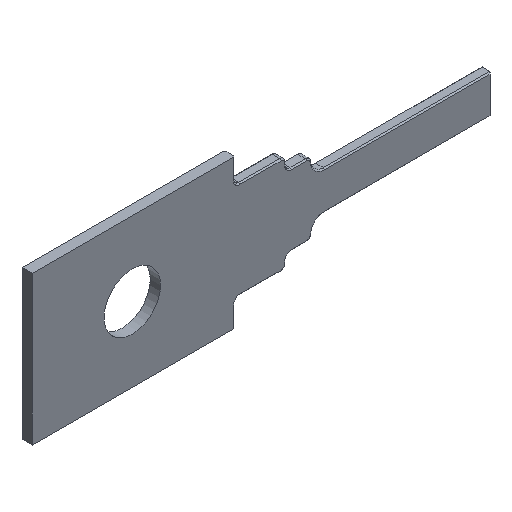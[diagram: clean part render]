
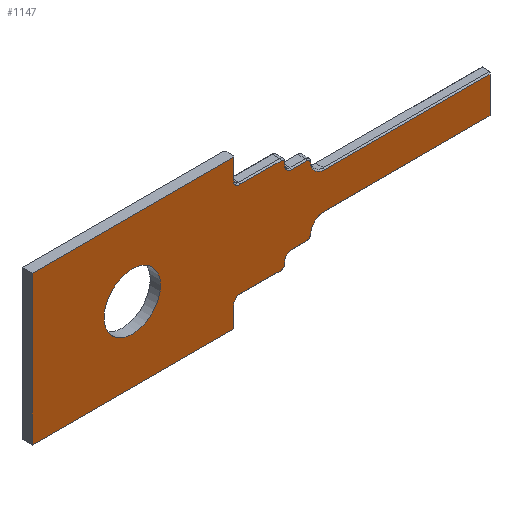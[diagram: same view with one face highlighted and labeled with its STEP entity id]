
A CAD part, isometric view. The second image highlights one B-rep face of the part: STEP entity #1147.
In plain terms, the highlighted planar face has unit normal (0, -1, 0).
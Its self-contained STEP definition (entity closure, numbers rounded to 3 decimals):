
#15=FACE_BOUND('',#224,.T.);
#29=CIRCLE('',#1169,0.55);
#31=CIRCLE('',#1172,0.15);
#33=CIRCLE('',#1176,0.25);
#35=CIRCLE('',#1180,0.15);
#37=CIRCLE('',#1184,0.25);
#39=CIRCLE('',#1190,0.25);
#41=CIRCLE('',#1194,0.15);
#43=CIRCLE('',#1198,0.25);
#45=CIRCLE('',#1202,0.15);
#47=CIRCLE('',#1205,0.55);
#68=CIRCLE('',#1271,1.1);
#154=FACE_OUTER_BOUND('',#223,.T.);
#223=EDGE_LOOP('',(#981,#982,#983,#984,#985,#986,#987,#988,#989,#990,#991,
#992,#993,#994,#995,#996,#997,#998,#999,#1000,#1001,#1002,#1003,#1004));
#224=EDGE_LOOP('',(#1005));
#232=LINE('',#1628,#351);
#237=LINE('',#1646,#356);
#241=LINE('',#1658,#360);
#245=LINE('',#1670,#364);
#249=LINE('',#1682,#368);
#252=LINE('',#1688,#371);
#257=LINE('',#1698,#376);
#260=LINE('',#1709,#379);
#264=LINE('',#1721,#383);
#268=LINE('',#1733,#387);
#272=LINE('',#1748,#391);
#307=LINE('',#1838,#426);
#343=LINE('',#1930,#462);
#344=LINE('',#1931,#463);
#351=VECTOR('',#1283,10.);
#356=VECTOR('',#1302,10.);
#360=VECTOR('',#1314,10.);
#364=VECTOR('',#1326,10.);
#368=VECTOR('',#1338,10.);
#371=VECTOR('',#1343,10.);
#376=VECTOR('',#1350,10.);
#379=VECTOR('',#1361,10.);
#383=VECTOR('',#1373,10.);
#387=VECTOR('',#1385,10.);
#391=VECTOR('',#1403,10.);
#426=VECTOR('',#1502,10.);
#462=VECTOR('',#1602,10.);
#463=VECTOR('',#1603,10.);
#470=VERTEX_POINT('',#1625);
#471=VERTEX_POINT('',#1627);
#473=VERTEX_POINT('',#1633);
#475=VERTEX_POINT('',#1639);
#477=VERTEX_POINT('',#1644);
#479=VERTEX_POINT('',#1651);
#481=VERTEX_POINT('',#1656);
#483=VERTEX_POINT('',#1663);
#485=VERTEX_POINT('',#1668);
#487=VERTEX_POINT('',#1675);
#489=VERTEX_POINT('',#1680);
#491=VERTEX_POINT('',#1687);
#492=VERTEX_POINT('',#1691);
#495=VERTEX_POINT('',#1696);
#497=VERTEX_POINT('',#1702);
#499=VERTEX_POINT('',#1707);
#501=VERTEX_POINT('',#1714);
#503=VERTEX_POINT('',#1719);
#505=VERTEX_POINT('',#1726);
#507=VERTEX_POINT('',#1731);
#509=VERTEX_POINT('',#1738);
#511=VERTEX_POINT('',#1744);
#534=VERTEX_POINT('',#1837);
#558=VERTEX_POINT('',#1929);
#559=VERTEX_POINT('',#1932);
#564=EDGE_CURVE('',#470,#471,#232,.T.);
#568=EDGE_CURVE('',#473,#470,#29,.T.);
#571=EDGE_CURVE('',#475,#473,#31,.T.);
#573=EDGE_CURVE('',#477,#475,#237,.T.);
#577=EDGE_CURVE('',#479,#477,#33,.T.);
#579=EDGE_CURVE('',#481,#479,#241,.T.);
#583=EDGE_CURVE('',#483,#481,#35,.T.);
#585=EDGE_CURVE('',#485,#483,#245,.T.);
#589=EDGE_CURVE('',#487,#485,#37,.T.);
#591=EDGE_CURVE('',#489,#487,#249,.T.);
#594=EDGE_CURVE('',#471,#491,#252,.T.);
#599=EDGE_CURVE('',#495,#492,#257,.T.);
#602=EDGE_CURVE('',#497,#495,#39,.T.);
#604=EDGE_CURVE('',#499,#497,#260,.T.);
#608=EDGE_CURVE('',#501,#499,#41,.T.);
#610=EDGE_CURVE('',#503,#501,#264,.T.);
#614=EDGE_CURVE('',#505,#503,#43,.T.);
#616=EDGE_CURVE('',#507,#505,#268,.T.);
#620=EDGE_CURVE('',#509,#507,#45,.T.);
#623=EDGE_CURVE('',#511,#509,#47,.T.);
#624=EDGE_CURVE('',#491,#511,#272,.T.);
#669=EDGE_CURVE('',#534,#492,#307,.T.);
#715=EDGE_CURVE('',#489,#558,#343,.T.);
#716=EDGE_CURVE('',#558,#534,#344,.T.);
#717=EDGE_CURVE('',#559,#559,#68,.T.);
#981=ORIENTED_EDGE('',*,*,#591,.F.);
#982=ORIENTED_EDGE('',*,*,#715,.T.);
#983=ORIENTED_EDGE('',*,*,#716,.T.);
#984=ORIENTED_EDGE('',*,*,#669,.T.);
#985=ORIENTED_EDGE('',*,*,#599,.F.);
#986=ORIENTED_EDGE('',*,*,#602,.F.);
#987=ORIENTED_EDGE('',*,*,#604,.F.);
#988=ORIENTED_EDGE('',*,*,#608,.F.);
#989=ORIENTED_EDGE('',*,*,#610,.F.);
#990=ORIENTED_EDGE('',*,*,#614,.F.);
#991=ORIENTED_EDGE('',*,*,#616,.F.);
#992=ORIENTED_EDGE('',*,*,#620,.F.);
#993=ORIENTED_EDGE('',*,*,#623,.F.);
#994=ORIENTED_EDGE('',*,*,#624,.F.);
#995=ORIENTED_EDGE('',*,*,#594,.F.);
#996=ORIENTED_EDGE('',*,*,#564,.F.);
#997=ORIENTED_EDGE('',*,*,#568,.F.);
#998=ORIENTED_EDGE('',*,*,#571,.F.);
#999=ORIENTED_EDGE('',*,*,#573,.F.);
#1000=ORIENTED_EDGE('',*,*,#577,.F.);
#1001=ORIENTED_EDGE('',*,*,#579,.F.);
#1002=ORIENTED_EDGE('',*,*,#583,.F.);
#1003=ORIENTED_EDGE('',*,*,#585,.F.);
#1004=ORIENTED_EDGE('',*,*,#589,.F.);
#1005=ORIENTED_EDGE('',*,*,#717,.T.);
#1079=PLANE('',#1270);
#1147=ADVANCED_FACE('',(#154,#15),#1079,.T.);
#1169=AXIS2_PLACEMENT_3D('',#1635,#1290,#1291);
#1172=AXIS2_PLACEMENT_3D('',#1641,#1297,#1298);
#1176=AXIS2_PLACEMENT_3D('',#1653,#1309,#1310);
#1180=AXIS2_PLACEMENT_3D('',#1665,#1321,#1322);
#1184=AXIS2_PLACEMENT_3D('',#1677,#1333,#1334);
#1190=AXIS2_PLACEMENT_3D('',#1704,#1356,#1357);
#1194=AXIS2_PLACEMENT_3D('',#1716,#1368,#1369);
#1198=AXIS2_PLACEMENT_3D('',#1728,#1380,#1381);
#1202=AXIS2_PLACEMENT_3D('',#1740,#1392,#1393);
#1205=AXIS2_PLACEMENT_3D('',#1746,#1399,#1400);
#1270=AXIS2_PLACEMENT_3D('',#1928,#1600,#1601);
#1271=AXIS2_PLACEMENT_3D('',#1933,#1604,#1605);
#1283=DIRECTION('',(1.,0.,0.));
#1290=DIRECTION('center_axis',(0.,-1.,0.));
#1291=DIRECTION('ref_axis',(0.,0.,-1.));
#1297=DIRECTION('center_axis',(0.,1.,0.));
#1298=DIRECTION('ref_axis',(0.707,0.,0.707));
#1302=DIRECTION('',(1.,0.,0.));
#1309=DIRECTION('center_axis',(0.,-1.,0.));
#1310=DIRECTION('ref_axis',(-0.707,0.,-0.707));
#1314=DIRECTION('',(0.,0.,-1.));
#1321=DIRECTION('center_axis',(0.,1.,0.));
#1322=DIRECTION('ref_axis',(0.707,0.,0.707));
#1326=DIRECTION('',(1.,0.,0.));
#1333=DIRECTION('center_axis',(0.,-1.,0.));
#1334=DIRECTION('ref_axis',(-0.707,0.,-0.707));
#1338=DIRECTION('',(0.,0.,-1.));
#1343=DIRECTION('',(0.,0.,-1.));
#1350=DIRECTION('',(0.,0.,-1.));
#1356=DIRECTION('center_axis',(0.,-1.,0.));
#1357=DIRECTION('ref_axis',(-0.707,0.,0.707));
#1361=DIRECTION('',(-1.,0.,0.));
#1368=DIRECTION('center_axis',(0.,1.,0.));
#1369=DIRECTION('ref_axis',(0.707,0.,-0.707));
#1373=DIRECTION('',(0.,0.,-1.));
#1380=DIRECTION('center_axis',(0.,-1.,0.));
#1381=DIRECTION('ref_axis',(-0.707,0.,0.707));
#1385=DIRECTION('',(-1.,0.,0.));
#1392=DIRECTION('center_axis',(0.,1.,0.));
#1393=DIRECTION('ref_axis',(0.707,0.,-0.707));
#1399=DIRECTION('center_axis',(0.,-1.,0.));
#1400=DIRECTION('ref_axis',(0.,0.,1.));
#1403=DIRECTION('',(-1.,0.,0.));
#1502=DIRECTION('',(1.,0.,0.));
#1600=DIRECTION('center_axis',(0.,-1.,0.));
#1601=DIRECTION('ref_axis',(1.,0.,0.));
#1602=DIRECTION('',(-1.,0.,0.));
#1603=DIRECTION('',(0.,0.,-1.));
#1604=DIRECTION('center_axis',(0.,1.,0.));
#1605=DIRECTION('ref_axis',(1.,0.,0.));
#1625=CARTESIAN_POINT('',(83.498,0.1,-4.3));
#1627=CARTESIAN_POINT('',(89.95,0.1,-4.3));
#1628=CARTESIAN_POINT('',(85.525,0.1,-4.3));
#1633=CARTESIAN_POINT('',(82.95,0.1,-3.789));
#1635=CARTESIAN_POINT('Origin',(83.498,0.1,-3.75));
#1639=CARTESIAN_POINT('',(82.8,0.1,-3.65));
#1641=CARTESIAN_POINT('Origin',(82.8,0.1,-3.8));
#1644=CARTESIAN_POINT('',(82.2,0.1,-3.65));
#1646=CARTESIAN_POINT('',(82.025,0.1,-3.65));
#1651=CARTESIAN_POINT('',(81.95,0.1,-3.4));
#1653=CARTESIAN_POINT('Origin',(82.2,0.1,-3.4));
#1656=CARTESIAN_POINT('',(81.95,0.1,-3.3));
#1658=CARTESIAN_POINT('',(81.95,0.1,-4.3));
#1663=CARTESIAN_POINT('',(81.8,0.1,-3.15));
#1665=CARTESIAN_POINT('Origin',(81.8,0.1,-3.3));
#1668=CARTESIAN_POINT('',(80.2,0.1,-3.15));
#1670=CARTESIAN_POINT('',(81.525,0.1,-3.15));
#1675=CARTESIAN_POINT('',(79.95,0.1,-2.9));
#1677=CARTESIAN_POINT('Origin',(80.2,0.1,-2.9));
#1680=CARTESIAN_POINT('',(79.95,0.1,-2.1));
#1682=CARTESIAN_POINT('',(79.95,0.1,-4.05));
#1687=CARTESIAN_POINT('',(89.95,0.1,-5.7));
#1688=CARTESIAN_POINT('',(89.95,0.1,-5.375));
#1691=CARTESIAN_POINT('',(79.95,0.1,-7.9));
#1696=CARTESIAN_POINT('',(79.95,0.1,-7.1));
#1698=CARTESIAN_POINT('',(79.95,0.1,-6.45));
#1702=CARTESIAN_POINT('',(80.2,0.1,-6.85));
#1704=CARTESIAN_POINT('Origin',(80.2,0.1,-7.1));
#1707=CARTESIAN_POINT('',(81.8,0.1,-6.85));
#1709=CARTESIAN_POINT('',(80.525,0.1,-6.85));
#1714=CARTESIAN_POINT('',(81.95,0.1,-6.7));
#1716=CARTESIAN_POINT('Origin',(81.8,0.1,-6.7));
#1719=CARTESIAN_POINT('',(81.95,0.1,-6.6));
#1721=CARTESIAN_POINT('',(81.95,0.1,-5.95));
#1726=CARTESIAN_POINT('',(82.2,0.1,-6.35));
#1728=CARTESIAN_POINT('Origin',(82.2,0.1,-6.6));
#1731=CARTESIAN_POINT('',(82.8,0.1,-6.35));
#1733=CARTESIAN_POINT('',(81.525,0.1,-6.35));
#1738=CARTESIAN_POINT('',(82.95,0.1,-6.211));
#1740=CARTESIAN_POINT('Origin',(82.8,0.1,-6.2));
#1744=CARTESIAN_POINT('',(83.498,0.1,-5.7));
#1746=CARTESIAN_POINT('Origin',(83.498,0.1,-6.25));
#1748=CARTESIAN_POINT('',(82.025,0.1,-5.7));
#1837=CARTESIAN_POINT('',(72.1,0.1,-7.9));
#1838=CARTESIAN_POINT('',(72.1,0.1,-7.9));
#1928=CARTESIAN_POINT('Origin',(81.05,0.1,-5.));
#1929=CARTESIAN_POINT('',(72.1,0.1,-2.1));
#1930=CARTESIAN_POINT('',(72.1,0.1,-2.1));
#1931=CARTESIAN_POINT('',(72.1,0.1,-2.1));
#1932=CARTESIAN_POINT('',(74.9,0.1,-5.));
#1933=CARTESIAN_POINT('Origin',(76.,0.1,-5.));
